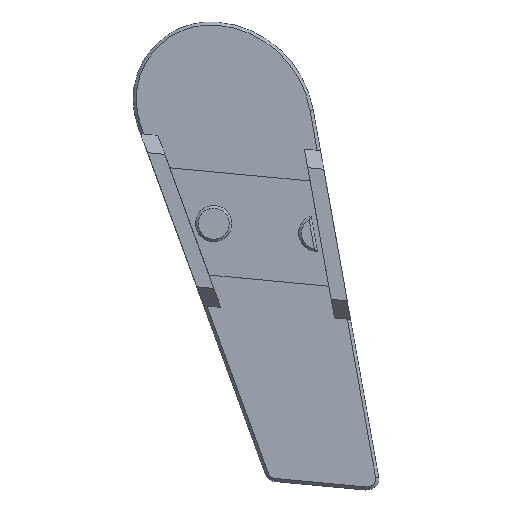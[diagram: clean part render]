
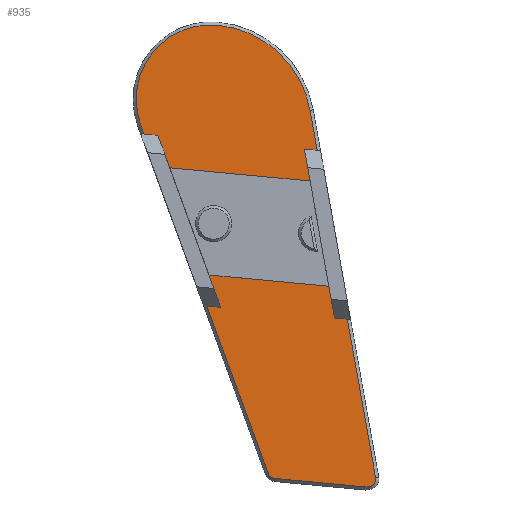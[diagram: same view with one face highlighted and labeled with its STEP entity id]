
A CAD part, top view. The second image highlights one B-rep face of the part: STEP entity #935.
In plain terms, the highlighted planar face has unit normal (0, 0, 1).
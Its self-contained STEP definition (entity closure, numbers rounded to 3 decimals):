
#30=CIRCLE('',#982,10.021);
#32=CIRCLE('',#985,7.2);
#37=CIRCLE('',#997,0.7);
#39=CIRCLE('',#1001,0.7);
#41=CIRCLE('',#1005,0.7);
#79=FACE_OUTER_BOUND('',#133,.T.);
#133=EDGE_LOOP('',(#717,#718,#719,#720,#721,#722,#723,#724,#725,#726,#727,
#728,#729,#730,#731,#732,#733));
#171=LINE('',#1321,#282);
#175=LINE('',#1338,#286);
#206=LINE('',#1403,#317);
#209=LINE('',#1414,#320);
#213=LINE('',#1426,#324);
#217=LINE('',#1436,#328);
#224=LINE('',#1458,#335);
#225=LINE('',#1460,#336);
#226=LINE('',#1461,#337);
#227=LINE('',#1463,#338);
#228=LINE('',#1465,#339);
#229=LINE('',#1466,#340);
#282=VECTOR('',#1060,10.);
#286=VECTOR('',#1078,10.);
#317=VECTOR('',#1123,10.);
#320=VECTOR('',#1134,10.);
#324=VECTOR('',#1146,10.);
#328=VECTOR('',#1158,10.);
#335=VECTOR('',#1185,10.);
#336=VECTOR('',#1186,10.);
#337=VECTOR('',#1187,10.);
#338=VECTOR('',#1188,10.);
#339=VECTOR('',#1189,10.);
#340=VECTOR('',#1190,10.);
#390=VERTEX_POINT('',#1314);
#393=VERTEX_POINT('',#1319);
#395=VERTEX_POINT('',#1324);
#397=VERTEX_POINT('',#1330);
#399=VERTEX_POINT('',#1336);
#425=VERTEX_POINT('',#1399);
#426=VERTEX_POINT('',#1401);
#428=VERTEX_POINT('',#1407);
#430=VERTEX_POINT('',#1412);
#432=VERTEX_POINT('',#1419);
#434=VERTEX_POINT('',#1424);
#435=VERTEX_POINT('',#1430);
#436=VERTEX_POINT('',#1434);
#441=VERTEX_POINT('',#1457);
#442=VERTEX_POINT('',#1459);
#443=VERTEX_POINT('',#1462);
#444=VERTEX_POINT('',#1464);
#477=EDGE_CURVE('',#393,#390,#171,.T.);
#479=EDGE_CURVE('',#395,#393,#30,.T.);
#482=EDGE_CURVE('',#397,#395,#32,.T.);
#485=EDGE_CURVE('',#399,#397,#175,.T.);
#518=EDGE_CURVE('',#426,#425,#206,.T.);
#521=EDGE_CURVE('',#428,#426,#37,.T.);
#523=EDGE_CURVE('',#430,#428,#209,.T.);
#527=EDGE_CURVE('',#432,#430,#39,.T.);
#529=EDGE_CURVE('',#434,#432,#213,.T.);
#533=EDGE_CURVE('',#435,#434,#41,.T.);
#535=EDGE_CURVE('',#436,#435,#217,.T.);
#545=EDGE_CURVE('',#399,#441,#224,.T.);
#546=EDGE_CURVE('',#441,#442,#225,.T.);
#547=EDGE_CURVE('',#442,#425,#226,.T.);
#548=EDGE_CURVE('',#436,#443,#227,.T.);
#549=EDGE_CURVE('',#443,#444,#228,.T.);
#550=EDGE_CURVE('',#444,#390,#229,.T.);
#717=ORIENTED_EDGE('',*,*,#485,.F.);
#718=ORIENTED_EDGE('',*,*,#545,.T.);
#719=ORIENTED_EDGE('',*,*,#546,.T.);
#720=ORIENTED_EDGE('',*,*,#547,.T.);
#721=ORIENTED_EDGE('',*,*,#518,.F.);
#722=ORIENTED_EDGE('',*,*,#521,.F.);
#723=ORIENTED_EDGE('',*,*,#523,.F.);
#724=ORIENTED_EDGE('',*,*,#527,.F.);
#725=ORIENTED_EDGE('',*,*,#529,.F.);
#726=ORIENTED_EDGE('',*,*,#533,.F.);
#727=ORIENTED_EDGE('',*,*,#535,.F.);
#728=ORIENTED_EDGE('',*,*,#548,.T.);
#729=ORIENTED_EDGE('',*,*,#549,.T.);
#730=ORIENTED_EDGE('',*,*,#550,.T.);
#731=ORIENTED_EDGE('',*,*,#477,.F.);
#732=ORIENTED_EDGE('',*,*,#479,.F.);
#733=ORIENTED_EDGE('',*,*,#482,.F.);
#887=PLANE('',#1016);
#935=ADVANCED_FACE('',(#79),#887,.T.);
#982=AXIS2_PLACEMENT_3D('',#1326,#1064,#1065);
#985=AXIS2_PLACEMENT_3D('',#1332,#1071,#1072);
#997=AXIS2_PLACEMENT_3D('',#1409,#1129,#1130);
#1001=AXIS2_PLACEMENT_3D('',#1421,#1141,#1142);
#1005=AXIS2_PLACEMENT_3D('',#1432,#1153,#1154);
#1016=AXIS2_PLACEMENT_3D('',#1456,#1183,#1184);
#1060=DIRECTION('',(0.176,-0.984,0.));
#1064=DIRECTION('center_axis',(0.,0.,-1.));
#1065=DIRECTION('ref_axis',(0.984,0.176,0.));
#1071=DIRECTION('center_axis',(0.,0.,-1.));
#1072=DIRECTION('ref_axis',(0.093,0.996,0.));
#1078=DIRECTION('',(-0.344,0.939,0.));
#1123=DIRECTION('',(-0.344,0.939,0.));
#1129=DIRECTION('center_axis',(0.,0.,-1.));
#1130=DIRECTION('ref_axis',(-0.61,-0.792,0.));
#1134=DIRECTION('',(-0.996,0.093,0.));
#1141=DIRECTION('center_axis',(0.,0.,-1.));
#1142=DIRECTION('ref_axis',(0.,-1.,0.));
#1146=DIRECTION('',(-0.996,-0.093,0.));
#1153=DIRECTION('center_axis',(0.,0.,-1.));
#1154=DIRECTION('ref_axis',(0.796,-0.605,0.));
#1158=DIRECTION('',(0.176,-0.984,0.));
#1183=DIRECTION('center_axis',(0.,0.,1.));
#1184=DIRECTION('ref_axis',(1.,0.,0.));
#1185=DIRECTION('',(0.996,-0.093,0.));
#1186=DIRECTION('',(0.344,-0.939,0.));
#1187=DIRECTION('',(-0.996,0.093,0.));
#1188=DIRECTION('',(-0.996,0.093,0.));
#1189=DIRECTION('',(-0.176,0.984,0.));
#1190=DIRECTION('',(0.996,-0.093,0.));
#1314=CARTESIAN_POINT('',(20.138,1.125,0.75));
#1319=CARTESIAN_POINT('',(19.444,5.016,0.75));
#1321=CARTESIAN_POINT('',(23.847,-19.665,0.75));
#1324=CARTESIAN_POINT('',(10.514,13.233,0.75));
#1326=CARTESIAN_POINT('Origin',(9.579,3.256,0.75));
#1330=CARTESIAN_POINT('',(3.081,3.589,0.75));
#1332=CARTESIAN_POINT('Origin',(9.842,6.064,0.75));
#1336=CARTESIAN_POINT('',(3.409,2.694,0.75));
#1338=CARTESIAN_POINT('',(5.786,-3.8,0.75));
#1399=CARTESIAN_POINT('',(9.485,-13.902,0.75));
#1401=CARTESIAN_POINT('',(15.417,-30.103,0.75));
#1403=CARTESIAN_POINT('',(5.786,-3.8,0.75));
#1407=CARTESIAN_POINT('',(16.009,-30.559,0.75));
#1409=CARTESIAN_POINT('Origin',(16.075,-29.862,0.75));
#1412=CARTESIAN_POINT('',(24.707,-31.375,0.75));
#1414=CARTESIAN_POINT('',(13.852,-30.357,0.75));
#1419=CARTESIAN_POINT('',(24.838,-31.375,0.75));
#1421=CARTESIAN_POINT('Origin',(24.773,-30.678,0.75));
#1424=CARTESIAN_POINT('',(25.161,-31.344,0.75));
#1426=CARTESIAN_POINT('',(20.608,-31.771,0.75));
#1430=CARTESIAN_POINT('',(25.785,-30.524,0.75));
#1432=CARTESIAN_POINT('Origin',(25.096,-30.647,0.75));
#1434=CARTESIAN_POINT('',(23.046,-15.174,0.75));
#1436=CARTESIAN_POINT('',(23.847,-19.665,0.75));
#1456=CARTESIAN_POINT('Origin',(14.307,-9.059,0.75));
#1457=CARTESIAN_POINT('',(4.732,2.57,0.75));
#1458=CARTESIAN_POINT('',(10.018,2.074,0.75));
#1459=CARTESIAN_POINT('',(10.809,-14.026,0.75));
#1460=CARTESIAN_POINT('',(10.214,-12.401,0.75));
#1461=CARTESIAN_POINT('',(11.485,-14.09,0.75));
#1462=CARTESIAN_POINT('',(21.806,-15.057,0.75));
#1463=CARTESIAN_POINT('',(17.81,-14.683,0.75));
#1464=CARTESIAN_POINT('',(18.898,1.241,0.75));
#1465=CARTESIAN_POINT('',(19.718,-3.353,0.75));
#1466=CARTESIAN_POINT('',(17.876,1.337,0.75));
